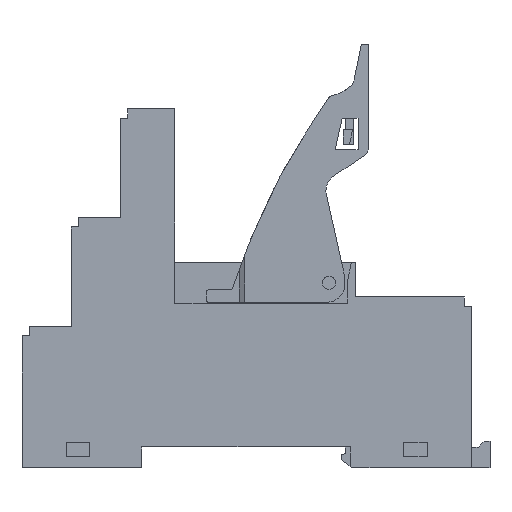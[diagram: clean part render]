
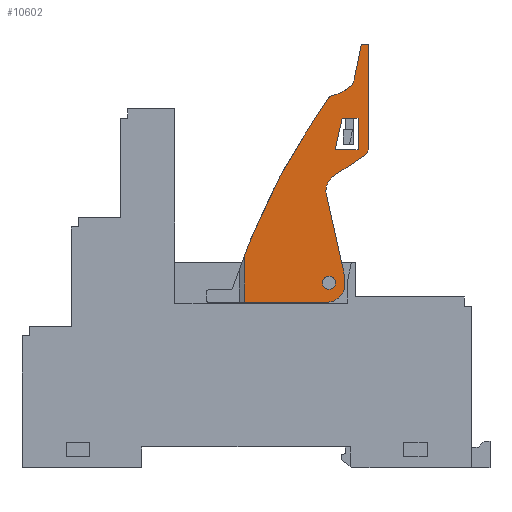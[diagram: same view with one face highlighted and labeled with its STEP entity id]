
A CAD part, left-side view. The second image highlights one B-rep face of the part: STEP entity #10602.
In plain terms, the highlighted planar face has unit normal (-1, 0, 0).
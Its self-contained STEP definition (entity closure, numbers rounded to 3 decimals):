
#9258=DIRECTION('',(0.,0.939,0.344));
#9259=VECTOR('',#9258,2.086);
#9260=CARTESIAN_POINT('',(0.,8.109,
-20.991));
#9261=LINE('',#9260,#9259);
#9262=CARTESIAN_POINT('',(0.,10.067,
-20.274));
#9263=CARTESIAN_POINT('',(0.,13.274,
-18.911));
#9264=CARTESIAN_POINT('',(0.,21.362,
-15.471));
#9265=CARTESIAN_POINT('',(0.,29.235,
-10.373));
#9266=CARTESIAN_POINT('',(0.,34.178,
-7.173));
#9267=CARTESIAN_POINT('',(0.,34.664,
-6.858));
#9269=CARTESIAN_POINT('',(0.,34.122,
-6.018));
#9270=DIRECTION('',(1.,0.,0.));
#9271=DIRECTION('',(0.,0.542,-0.84));
#9272=AXIS2_PLACEMENT_3D('',#9269,#9270,#9271);
#9274=CARTESIAN_POINT('',(0.,41.,
-7.322));
#9275=DIRECTION('',(-1.,0.,0.));
#9276=DIRECTION('',(0.,-0.982,0.186));
#9277=AXIS2_PLACEMENT_3D('',#9274,#9275,#9276);
#9279=DIRECTION('',(0.,0.981,0.196));
#9280=VECTOR('',#9279,6.575);
#9281=CARTESIAN_POINT('',(0.,37.449,
-2.485));
#9282=LINE('',#9281,#9280);
#9283=DIRECTION('',(0.,0.,1.));
#9284=VECTOR('',#9283,1.195);
#9285=CARTESIAN_POINT('',(0.,43.897,
-1.195));
#9286=LINE('',#9285,#9284);
#9287=DIRECTION('',(0.,-1.,0.));
#9288=VECTOR('',#9287,17.698);
#9289=CARTESIAN_POINT('',(0.,43.897,
0.));
#9290=LINE('',#9289,#9288);
#9291=CARTESIAN_POINT('',(0.,26.198,-1.5));
#9292=DIRECTION('',(1.,0.,0.));
#9293=DIRECTION('',(0.,0.,1.));
#9294=AXIS2_PLACEMENT_3D('',#9291,#9292,#9293);
#9296=DIRECTION('',(0.,-0.556,-0.831));
#9297=VECTOR('',#9296,6.27);
#9298=CARTESIAN_POINT('',(0.,24.951,
-0.667));
#9299=LINE('',#9298,#9297);
#9300=CARTESIAN_POINT('',(0.,18.973,
-4.212));
#9301=DIRECTION('',(-1.,0.,0.));
#9302=DIRECTION('',(0.,0.831,-0.556));
#9303=AXIS2_PLACEMENT_3D('',#9300,#9301,#9302);
#9305=DIRECTION('',(0.,-0.976,0.218));
#9306=VECTOR('',#9305,14.373);
#9307=CARTESIAN_POINT('',(0.,18.318,
-7.14));
#9308=LINE('',#9307,#9306);
#9309=DIRECTION('',(0.,-1.,0.));
#9310=VECTOR('',#9309,1.242);
#9311=CARTESIAN_POINT('',(0.,4.292,-4.));
#9312=LINE('',#9311,#9310);
#9313=CARTESIAN_POINT('',(0.,3.05,-7.05));
#9314=DIRECTION('',(1.,0.,0.));
#9315=DIRECTION('',(0.,0.,1.));
#9316=AXIS2_PLACEMENT_3D('',#9313,#9314,#9315);
#9318=DIRECTION('',(0.,0.,-1.));
#9319=VECTOR('',#9318,13.941);
#9320=CARTESIAN_POINT('',(0.,0.,-7.05));
#9321=LINE('',#9320,#9319);
#9322=DIRECTION('',(0.,0.,-1.));
#9323=VECTOR('',#9322,2.7);
#9324=CARTESIAN_POINT('',(0.,31.25,-1.751));
#9325=LINE('',#9324,#9323);
#9326=DIRECTION('',(0.,-0.975,-0.221));
#9327=VECTOR('',#9326,5.434);
#9328=CARTESIAN_POINT('',(0.,31.25,-4.451));
#9329=LINE('',#9328,#9327);
#9330=DIRECTION('',(0.,0.,1.));
#9331=VECTOR('',#9330,3.9);
#9332=CARTESIAN_POINT('',(0.,25.95,-5.651));
#9333=LINE('',#9332,#9331);
#9334=DIRECTION('',(0.,1.,0.));
#9335=VECTOR('',#9334,5.3);
#9336=CARTESIAN_POINT('',(0.,25.95,-1.751));
#9337=LINE('',#9336,#9335);
#9338=CARTESIAN_POINT('',(0.,3.3,-6.691));
#9339=DIRECTION('',(-1.,0.,0.));
#9340=DIRECTION('',(0.,0.,-1.));
#9341=AXIS2_PLACEMENT_3D('',#9338,#9339,#9340);
#9343=CARTESIAN_POINT('',(0.,3.3,-6.691));
#9344=DIRECTION('',(-1.,0.,0.));
#9345=DIRECTION('',(0.,-1.,0.));
#9346=AXIS2_PLACEMENT_3D('',#9343,#9344,#9345);
#9348=CARTESIAN_POINT('',(0.,3.3,-6.691));
#9349=DIRECTION('',(-1.,0.,0.));
#9350=DIRECTION('',(0.,0.,1.));
#9351=AXIS2_PLACEMENT_3D('',#9348,#9349,#9350);
#9353=CARTESIAN_POINT('',(0.,3.3,-6.691));
#9354=DIRECTION('',(-1.,0.,0.));
#9355=DIRECTION('',(0.,1.,0.));
#9356=AXIS2_PLACEMENT_3D('',#9353,#9354,#9355);
#9358=DIRECTION('',(0.,-1.,0.));
#9359=VECTOR('',#9358,8.109);
#9360=CARTESIAN_POINT('',(0.,8.109,
-20.991));
#9361=LINE('',#9360,#9359);
#10238=CARTESIAN_POINT('',(0.,8.109,
-20.991));
#10239=CARTESIAN_POINT('',(0.,0.,
-20.991));
#10240=VERTEX_POINT('',#10238);
#10241=VERTEX_POINT('',#10239);
#10242=CARTESIAN_POINT('',(0.,10.067,
-20.274));
#10243=VERTEX_POINT('',#10242);
#10244=VERTEX_POINT('',#9267);
#10245=CARTESIAN_POINT('',(0.,35.105,
-6.204));
#10246=VERTEX_POINT('',#10245);
#10247=CARTESIAN_POINT('',(0.,37.449,
-2.485));
#10248=VERTEX_POINT('',#10247);
#10249=CARTESIAN_POINT('',(0.,43.897,
-1.195));
#10250=VERTEX_POINT('',#10249);
#10251=CARTESIAN_POINT('',(0.,43.897,
0.));
#10252=VERTEX_POINT('',#10251);
#10253=CARTESIAN_POINT('',(0.,26.198,
0.));
#10254=VERTEX_POINT('',#10253);
#10255=CARTESIAN_POINT('',(0.,24.951,
-0.667));
#10256=VERTEX_POINT('',#10255);
#10257=CARTESIAN_POINT('',(0.,21.467,
-5.879));
#10258=VERTEX_POINT('',#10257);
#10259=CARTESIAN_POINT('',(0.,18.318,
-7.14));
#10260=VERTEX_POINT('',#10259);
#10261=CARTESIAN_POINT('',(0.,4.292,-4.));
#10262=VERTEX_POINT('',#10261);
#10263=CARTESIAN_POINT('',(0.,3.05,-4.));
#10264=VERTEX_POINT('',#10263);
#10265=CARTESIAN_POINT('',(0.,0.,-7.05));
#10266=VERTEX_POINT('',#10265);
#10267=CARTESIAN_POINT('',(0.,31.25,-1.751));
#10268=CARTESIAN_POINT('',(0.,31.25,-4.451));
#10269=VERTEX_POINT('',#10267);
#10270=VERTEX_POINT('',#10268);
#10271=CARTESIAN_POINT('',(0.,25.95,-5.651));
#10272=VERTEX_POINT('',#10271);
#10273=CARTESIAN_POINT('',(0.,25.95,-1.751));
#10274=VERTEX_POINT('',#10273);
#10275=CARTESIAN_POINT('',(0.,2.2,-6.691));
#10276=CARTESIAN_POINT('',(0.,3.3,-5.591));
#10277=VERTEX_POINT('',#10275);
#10278=VERTEX_POINT('',#10276);
#10279=CARTESIAN_POINT('',(0.,3.3,-7.791));
#10280=VERTEX_POINT('',#10279);
#10281=CARTESIAN_POINT('',(0.,4.4,-6.691));
#10282=VERTEX_POINT('',#10281);
#10545=CARTESIAN_POINT('',(0.,0.,0.));
#10546=DIRECTION('',(-1.,0.,0.));
#10547=DIRECTION('',(0.,-1.,0.));
#10548=AXIS2_PLACEMENT_3D('',#10545,#10546,#10547);
#10549=PLANE('',#10548);
#10551=ORIENTED_EDGE('',*,*,#10550,.F.);
#10553=ORIENTED_EDGE('',*,*,#10552,.T.);
#10555=ORIENTED_EDGE('',*,*,#10554,.T.);
#10557=ORIENTED_EDGE('',*,*,#10556,.T.);
#10559=ORIENTED_EDGE('',*,*,#10558,.T.);
#10561=ORIENTED_EDGE('',*,*,#10560,.T.);
#10563=ORIENTED_EDGE('',*,*,#10562,.T.);
#10565=ORIENTED_EDGE('',*,*,#10564,.T.);
#10567=ORIENTED_EDGE('',*,*,#10566,.T.);
#10569=ORIENTED_EDGE('',*,*,#10568,.T.);
#10571=ORIENTED_EDGE('',*,*,#10570,.T.);
#10573=ORIENTED_EDGE('',*,*,#10572,.T.);
#10575=ORIENTED_EDGE('',*,*,#10574,.T.);
#10577=ORIENTED_EDGE('',*,*,#10576,.T.);
#10579=ORIENTED_EDGE('',*,*,#10578,.T.);
#10580=EDGE_LOOP('',(#10551,#10553,#10555,#10557,#10559,#10561,#10563,#10565,
#10567,#10569,#10571,#10573,#10575,#10577,#10579));
#10581=FACE_OUTER_BOUND('',#10580,.F.);
#10583=ORIENTED_EDGE('',*,*,#10582,.T.);
#10585=ORIENTED_EDGE('',*,*,#10584,.T.);
#10587=ORIENTED_EDGE('',*,*,#10586,.T.);
#10589=ORIENTED_EDGE('',*,*,#10588,.T.);
#10590=EDGE_LOOP('',(#10583,#10585,#10587,#10589));
#10591=FACE_BOUND('',#10590,.F.);
#10593=ORIENTED_EDGE('',*,*,#10592,.T.);
#10595=ORIENTED_EDGE('',*,*,#10594,.T.);
#10597=ORIENTED_EDGE('',*,*,#10596,.T.);
#10599=ORIENTED_EDGE('',*,*,#10598,.T.);
#10600=EDGE_LOOP('',(#10593,#10595,#10597,#10599));
#10601=FACE_BOUND('',#10600,.F.);
#9268=B_SPLINE_CURVE_WITH_KNOTS('',3,(#9262,#9263,#9264,#9265,#9266,#9267),
.UNSPECIFIED.,.F.,.F.,(4,1,1,4),(0.,0.372,0.938,1.),
.UNSPECIFIED.);
#9273=CIRCLE('',#9272,1.);
#9278=CIRCLE('',#9277,6.);
#9295=CIRCLE('',#9294,1.5);
#9304=CIRCLE('',#9303,3.);
#9317=CIRCLE('',#9316,3.05);
#9342=CIRCLE('',#9341,1.1);
#9347=CIRCLE('',#9346,1.1);
#9352=CIRCLE('',#9351,1.1);
#9357=CIRCLE('',#9356,1.1);
#10550=EDGE_CURVE('',#10240,#10241,#9361,.T.);
#10552=EDGE_CURVE('',#10240,#10243,#9261,.T.);
#10554=EDGE_CURVE('',#10243,#10244,#9268,.T.);
#10556=EDGE_CURVE('',#10244,#10246,#9273,.T.);
#10558=EDGE_CURVE('',#10246,#10248,#9278,.T.);
#10560=EDGE_CURVE('',#10248,#10250,#9282,.T.);
#10562=EDGE_CURVE('',#10250,#10252,#9286,.T.);
#10564=EDGE_CURVE('',#10252,#10254,#9290,.T.);
#10566=EDGE_CURVE('',#10254,#10256,#9295,.T.);
#10568=EDGE_CURVE('',#10256,#10258,#9299,.T.);
#10570=EDGE_CURVE('',#10258,#10260,#9304,.T.);
#10572=EDGE_CURVE('',#10260,#10262,#9308,.T.);
#10574=EDGE_CURVE('',#10262,#10264,#9312,.T.);
#10576=EDGE_CURVE('',#10264,#10266,#9317,.T.);
#10578=EDGE_CURVE('',#10266,#10241,#9321,.T.);
#10582=EDGE_CURVE('',#10269,#10270,#9325,.T.);
#10584=EDGE_CURVE('',#10270,#10272,#9329,.T.);
#10586=EDGE_CURVE('',#10272,#10274,#9333,.T.);
#10588=EDGE_CURVE('',#10274,#10269,#9337,.T.);
#10592=EDGE_CURVE('',#10280,#10277,#9342,.T.);
#10594=EDGE_CURVE('',#10277,#10278,#9347,.T.);
#10596=EDGE_CURVE('',#10278,#10282,#9352,.T.);
#10598=EDGE_CURVE('',#10282,#10280,#9357,.T.);
#10602=ADVANCED_FACE('',(#10581,#10591,#10601),#10549,.T.);
